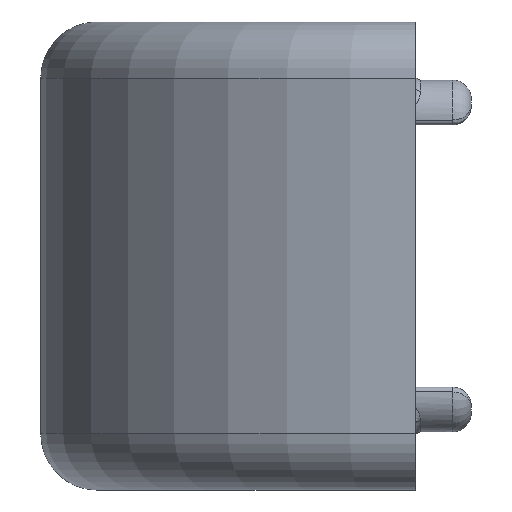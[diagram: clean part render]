
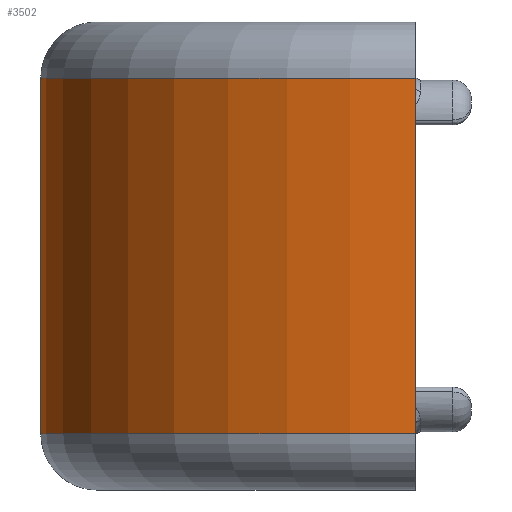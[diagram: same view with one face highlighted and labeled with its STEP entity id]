
A CAD part, front view. The second image highlights one B-rep face of the part: STEP entity #3502.
In plain terms, the highlighted cylindrical face has radius 20 mm (diameter 40 mm), a partial arc.
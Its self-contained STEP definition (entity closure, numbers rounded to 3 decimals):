
#1418 = CARTESIAN_POINT ( 'NONE',  ( 0., 0., 22. ) ) ;
#1422 = DIRECTION ( 'NONE',  ( 0., 0., -1. ) ) ;
#1423 = DIRECTION ( 'NONE',  ( 1., 0., 0. ) ) ;
#1424 = CARTESIAN_POINT ( 'NONE',  ( 0., 0., 3. ) ) ;
#1425 = DIRECTION ( 'NONE',  ( 0., 0., 1. ) ) ;
#1426 = DIRECTION ( 'NONE',  ( 1., 0., 0. ) ) ;
#1434 = LINE ( 'NONE', #1435, #4462 ) ;
#1435 = CARTESIAN_POINT ( 'NONE',  ( 0., -20., 25. ) ) ;
#1436 = DIRECTION ( 'NONE',  ( 0., 0., -1. ) ) ;
#2508 = VERTEX_POINT ( 'NONE', #5421 ) ;
#2510 = VERTEX_POINT ( 'NONE', #5423 ) ;
#2526 = VERTEX_POINT ( 'NONE', #5439 ) ;
#2528 = VERTEX_POINT ( 'NONE', #5441 ) ;
#2556 = ORIENTED_EDGE ( 'NONE', *, *, #3579, .T. ) ;
#2563 = ORIENTED_EDGE ( 'NONE', *, *, #3565, .T. ) ;
#2565 = ORIENTED_EDGE ( 'NONE', *, *, #3582, .F. ) ;
#2566 = ORIENTED_EDGE ( 'NONE', *, *, #3578, .T. ) ;
#3210 = LINE ( 'NONE', #3211, #4445 ) ;
#3211 = CARTESIAN_POINT ( 'NONE',  ( -20., 0., 25. ) ) ;
#3266 = DIRECTION ( 'NONE',  ( 0., 0., -1. ) ) ;
#3502 = ADVANCED_FACE ( 'NONE', ( #4366 ), #4370, .T. ) ;
#3565 = EDGE_CURVE ( 'NONE', #2510, #2508, #3210, .T. ) ;
#3578 = EDGE_CURVE ( 'NONE', #2526, #2510, #3731, .T. ) ;
#3579 = EDGE_CURVE ( 'NONE', #2508, #2528, #3691, .T. ) ;
#3582 = EDGE_CURVE ( 'NONE', #2526, #2528, #1434, .T. ) ;
#3691 = CIRCLE ( 'NONE', #4436, 20. ) ;
#3731 = CIRCLE ( 'NONE', #4453, 20. ) ;
#4366 = FACE_OUTER_BOUND ( 'NONE', #5242, .T. ) ;
#4370 = CYLINDRICAL_SURFACE ( 'NONE', #4371, 20. ) ;
#4371 = AXIS2_PLACEMENT_3D ( 'NONE', #4815, #4810, #4742 ) ;
#4436 = AXIS2_PLACEMENT_3D ( 'NONE', #1424, #1425, #1426 ) ;
#4445 = VECTOR ( 'NONE', #3266, 1000. ) ;
#4453 = AXIS2_PLACEMENT_3D ( 'NONE', #1418, #1422, #1423 ) ;
#4462 = VECTOR ( 'NONE', #1436, 1000. ) ;
#4742 = DIRECTION ( 'NONE',  ( -1., 0., 0. ) ) ;
#4810 = DIRECTION ( 'NONE',  ( 0., 0., -1. ) ) ;
#4815 = CARTESIAN_POINT ( 'NONE',  ( 0., 0., 25. ) ) ;
#5242 = EDGE_LOOP ( 'NONE', ( #2565, #2566, #2563, #2556 ) ) ;
#5421 = CARTESIAN_POINT ( 'NONE',  ( -20., 0., 3. ) ) ;
#5423 = CARTESIAN_POINT ( 'NONE',  ( -20., 0., 22. ) ) ;
#5439 = CARTESIAN_POINT ( 'NONE',  ( 0., -20., 22. ) ) ;
#5441 = CARTESIAN_POINT ( 'NONE',  ( 0., -20., 3. ) ) ;
